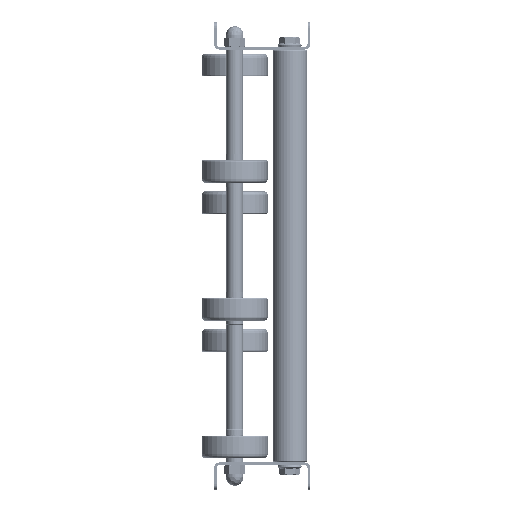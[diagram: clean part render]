
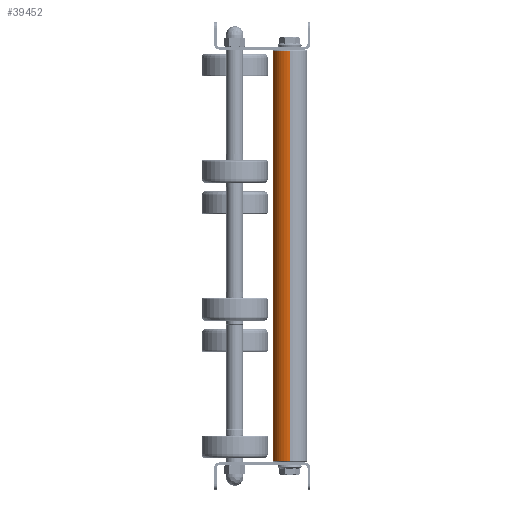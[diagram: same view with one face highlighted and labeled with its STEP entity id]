
A CAD part, left-side view. The second image highlights one B-rep face of the part: STEP entity #39452.
In plain terms, the highlighted cylindrical face has radius 12.5 mm (diameter 25 mm), a partial arc.
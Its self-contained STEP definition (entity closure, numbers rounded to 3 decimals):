
#885 = CARTESIAN_POINT ( 'NONE',  ( 1., 0., 12.5 ) ) ;
#1813 = LINE ( 'NONE', #2039, #20883 ) ;
#2035 = AXIS2_PLACEMENT_3D ( 'NONE', #43969, #6945, #3153 ) ;
#2039 = CARTESIAN_POINT ( 'NONE',  ( 300., 0., 12.5 ) ) ;
#2338 = CARTESIAN_POINT ( 'NONE',  ( 299., 0., -12.5 ) ) ;
#3153 = DIRECTION ( 'NONE',  ( 0., 0., -1. ) ) ;
#6647 = LINE ( 'NONE', #34481, #41336 ) ;
#6945 = DIRECTION ( 'NONE',  ( -1., 0., 0. ) ) ;
#7995 = DIRECTION ( 'NONE',  ( 0., 0., -1. ) ) ;
#9585 = ORIENTED_EDGE ( 'NONE', *, *, #20325, .T. ) ;
#10414 = ORIENTED_EDGE ( 'NONE', *, *, #43030, .T. ) ;
#12113 = CARTESIAN_POINT ( 'NONE',  ( 1., 0., -12.5 ) ) ;
#12967 = DIRECTION ( 'NONE',  ( -1., 0., 0. ) ) ;
#13116 = ORIENTED_EDGE ( 'NONE', *, *, #35167, .F. ) ;
#13248 = CIRCLE ( 'NONE', #41040, 12.5 ) ;
#13922 = DIRECTION ( 'NONE',  ( 0., 0., 1. ) ) ;
#14141 = FACE_OUTER_BOUND ( 'NONE', #34331, .T. ) ;
#16239 = VERTEX_POINT ( 'NONE', #12113 ) ;
#20325 = EDGE_CURVE ( 'NONE', #27116, #16239, #6647, .T. ) ;
#20392 = DIRECTION ( 'NONE',  ( -1., 0., 0. ) ) ;
#20883 = VECTOR ( 'NONE', #12967, 1000. ) ;
#27116 = VERTEX_POINT ( 'NONE', #2338 ) ;
#28066 = CARTESIAN_POINT ( 'NONE',  ( 1., 0., 0. ) ) ;
#28521 = DIRECTION ( 'NONE',  ( 1., 0., 0. ) ) ;
#28789 = VERTEX_POINT ( 'NONE', #32643 ) ;
#29644 = EDGE_CURVE ( 'NONE', #16239, #30209, #13248, .T. ) ;
#30209 = VERTEX_POINT ( 'NONE', #885 ) ;
#30286 = DIRECTION ( 'NONE',  ( -1., 0., 0. ) ) ;
#32643 = CARTESIAN_POINT ( 'NONE',  ( 299., 0., 12.5 ) ) ;
#33142 = ORIENTED_EDGE ( 'NONE', *, *, #29644, .T. ) ;
#34331 = EDGE_LOOP ( 'NONE', ( #10414, #9585, #33142, #13116 ) ) ;
#34451 = CYLINDRICAL_SURFACE ( 'NONE', #36246, 12.5 ) ;
#34481 = CARTESIAN_POINT ( 'NONE',  ( 300., 0., -12.5 ) ) ;
#35167 = EDGE_CURVE ( 'NONE', #28789, #30209, #1813, .T. ) ;
#36246 = AXIS2_PLACEMENT_3D ( 'NONE', #37821, #20392, #13922 ) ;
#37821 = CARTESIAN_POINT ( 'NONE',  ( 300., 0., 0. ) ) ;
#39452 = ADVANCED_FACE ( 'NONE', ( #14141 ), #34451, .T. ) ;
#39788 = CIRCLE ( 'NONE', #2035, 12.5 ) ;
#41040 = AXIS2_PLACEMENT_3D ( 'NONE', #28066, #28521, #7995 ) ;
#41336 = VECTOR ( 'NONE', #30286, 1000. ) ;
#43030 = EDGE_CURVE ( 'NONE', #28789, #27116, #39788, .T. ) ;
#43969 = CARTESIAN_POINT ( 'NONE',  ( 299., 0., 0. ) ) ;
